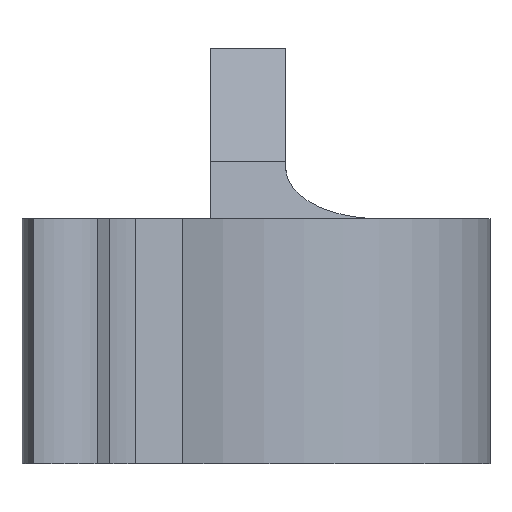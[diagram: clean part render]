
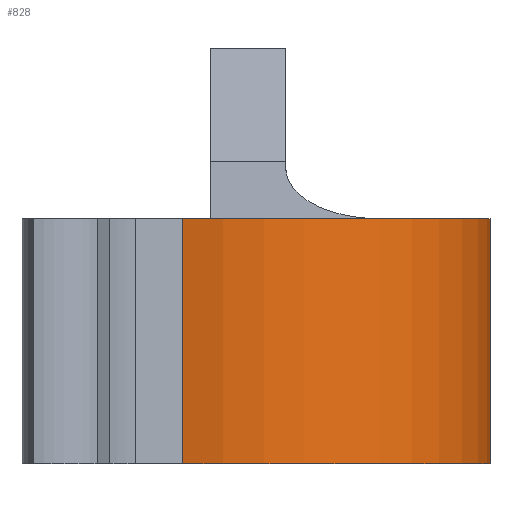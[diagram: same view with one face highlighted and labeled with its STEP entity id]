
A CAD part, front view. The second image highlights one B-rep face of the part: STEP entity #828.
In plain terms, the highlighted cylindrical face has radius 12.813 mm (diameter 25.626 mm), a partial arc.
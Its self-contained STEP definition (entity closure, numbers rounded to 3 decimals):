
#80=FACE_OUTER_BOUND('',#125,.T.);
#125=EDGE_LOOP('',(#714,#715,#716,#717));
#162=LINE('',#1302,#241);
#200=LINE('',#1408,#279);
#241=VECTOR('',#1048,10.);
#279=VECTOR('',#1154,10.);
#318=CIRCLE('',#900,12.813);
#326=CIRCLE('',#929,12.813);
#368=VERTEX_POINT('',#1299);
#369=VERTEX_POINT('',#1301);
#380=VERTEX_POINT('',#1326);
#403=VERTEX_POINT('',#1406);
#465=EDGE_CURVE('',#368,#369,#162,.T.);
#479=EDGE_CURVE('',#368,#380,#318,.T.);
#519=EDGE_CURVE('',#380,#403,#200,.T.);
#520=EDGE_CURVE('',#369,#403,#326,.T.);
#714=ORIENTED_EDGE('',*,*,#479,.T.);
#715=ORIENTED_EDGE('',*,*,#519,.T.);
#716=ORIENTED_EDGE('',*,*,#520,.F.);
#717=ORIENTED_EDGE('',*,*,#465,.F.);
#790=CYLINDRICAL_SURFACE('',#928,12.813);
#828=ADVANCED_FACE('',(#80),#790,.T.);
#900=AXIS2_PLACEMENT_3D('',#1328,#1069,#1070);
#928=AXIS2_PLACEMENT_3D('',#1409,#1155,#1156);
#929=AXIS2_PLACEMENT_3D('',#1410,#1157,#1158);
#1048=DIRECTION('',(0.,0.,-1.));
#1069=DIRECTION('center_axis',(0.,0.,-1.));
#1070=DIRECTION('ref_axis',(1.,0.018,0.));
#1154=DIRECTION('',(0.,0.,-1.));
#1155=DIRECTION('center_axis',(0.,0.,-1.));
#1156=DIRECTION('ref_axis',(1.,0.018,0.));
#1157=DIRECTION('center_axis',(0.,0.,-1.));
#1158=DIRECTION('ref_axis',(1.,0.018,0.));
#1299=CARTESIAN_POINT('',(-12.835,-1.083,0.));
#1301=CARTESIAN_POINT('',(-12.835,-1.083,-13.));
#1302=CARTESIAN_POINT('',(-12.835,-1.083,0.));
#1326=CARTESIAN_POINT('',(-29.123,-13.647,0.));
#1328=CARTESIAN_POINT('Origin',(-25.645,-1.316,0.));
#1406=CARTESIAN_POINT('',(-29.123,-13.647,-13.));
#1408=CARTESIAN_POINT('',(-29.123,-13.647,0.));
#1409=CARTESIAN_POINT('Origin',(-25.645,-1.316,0.));
#1410=CARTESIAN_POINT('Origin',(-25.645,-1.316,-13.));
